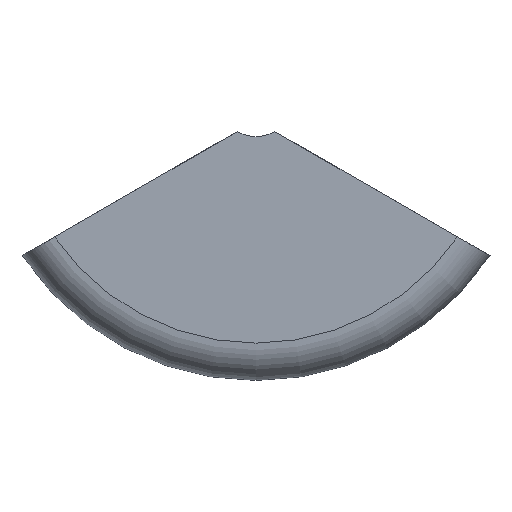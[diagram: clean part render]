
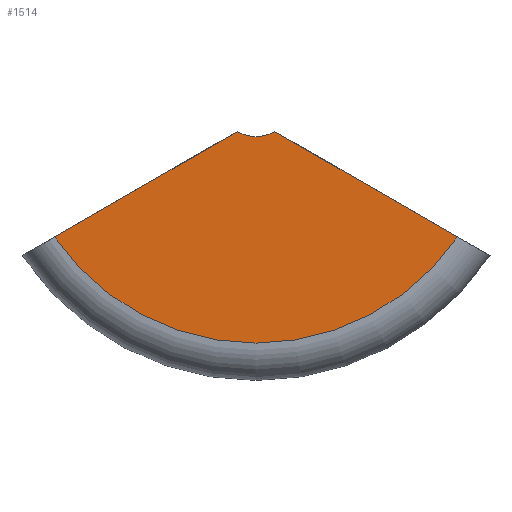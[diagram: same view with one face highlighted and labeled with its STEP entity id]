
A CAD part, left-side view. The second image highlights one B-rep face of the part: STEP entity #1514.
In plain terms, the highlighted planar face has unit normal (-1, 0, 0).
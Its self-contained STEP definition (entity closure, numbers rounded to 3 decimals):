
#5 = EDGE_CURVE ( 'NONE', #2254, #2188, #2720, .T. ) ;
#45 = EDGE_CURVE ( 'NONE', #1537, #2188, #2858, .T. ) ;
#108 = ORIENTED_EDGE ( 'NONE', *, *, #5, .F. ) ;
#314 = DIRECTION ( 'NONE',  ( 0., 0.866, -0.5 ) ) ;
#410 = CIRCLE ( 'NONE', #2902, 13. ) ;
#467 = AXIS2_PLACEMENT_3D ( 'NONE', #699, #679, #929 ) ;
#601 = VERTEX_POINT ( 'NONE', #2260 ) ;
#610 = ORIENTED_EDGE ( 'NONE', *, *, #1618, .T. ) ;
#679 = DIRECTION ( 'NONE',  ( -1., 0., 0. ) ) ;
#699 = CARTESIAN_POINT ( 'NONE',  ( 2., 0., 0. ) ) ;
#719 = PLANE ( 'NONE',  #857 ) ;
#815 = LINE ( 'NONE', #884, #1143 ) ;
#857 = AXIS2_PLACEMENT_3D ( 'NONE', #2826, #1471, #3405 ) ;
#884 = CARTESIAN_POINT ( 'NONE',  ( 2., 9.25, -6.495 ) ) ;
#929 = DIRECTION ( 'NONE',  ( 0., 0., 1. ) ) ;
#1143 = VECTOR ( 'NONE', #314, 1000. ) ;
#1167 = EDGE_LOOP ( 'NONE', ( #108, #2642, #610, #2167 ) ) ;
#1282 = DIRECTION ( 'NONE',  ( -1., 0., 0. ) ) ;
#1471 = DIRECTION ( 'NONE',  ( 1., 0., 0. ) ) ;
#1514 = ADVANCED_FACE ( 'NONE', ( #3073 ), #719, .F. ) ;
#1537 = VERTEX_POINT ( 'NONE', #3147 ) ;
#1618 = EDGE_CURVE ( 'NONE', #601, #1537, #410, .T. ) ;
#1779 = DIRECTION ( 'NONE',  ( 0., 0.866, 0.5 ) ) ;
#1868 = DIRECTION ( 'NONE',  ( 0., 0., 1. ) ) ;
#2081 = CARTESIAN_POINT ( 'NONE',  ( 2., 0., 0. ) ) ;
#2167 = ORIENTED_EDGE ( 'NONE', *, *, #45, .T. ) ;
#2188 = VERTEX_POINT ( 'NONE', #2852 ) ;
#2254 = VERTEX_POINT ( 'NONE', #2756 ) ;
#2260 = CARTESIAN_POINT ( 'NONE',  ( 2., 10.725, -7.347 ) ) ;
#2436 = VECTOR ( 'NONE', #1779, 1000. ) ;
#2642 = ORIENTED_EDGE ( 'NONE', *, *, #2990, .T. ) ;
#2720 = CIRCLE ( 'NONE', #467, 2. ) ;
#2756 = CARTESIAN_POINT ( 'NONE',  ( 2., 1., -1.732 ) ) ;
#2826 = CARTESIAN_POINT ( 'NONE',  ( 2., 13., 0. ) ) ;
#2852 = CARTESIAN_POINT ( 'NONE',  ( 2., -1., -1.732 ) ) ;
#2858 = LINE ( 'NONE', #3366, #2436 ) ;
#2902 = AXIS2_PLACEMENT_3D ( 'NONE', #2081, #1282, #1868 ) ;
#2990 = EDGE_CURVE ( 'NONE', #2254, #601, #815, .T. ) ;
#3073 = FACE_OUTER_BOUND ( 'NONE', #1167, .T. ) ;
#3147 = CARTESIAN_POINT ( 'NONE',  ( 2., -10.725, -7.347 ) ) ;
#3366 = CARTESIAN_POINT ( 'NONE',  ( 2., 10.25, 4.763 ) ) ;
#3405 = DIRECTION ( 'NONE',  ( 0., 1., 0. ) ) ;
